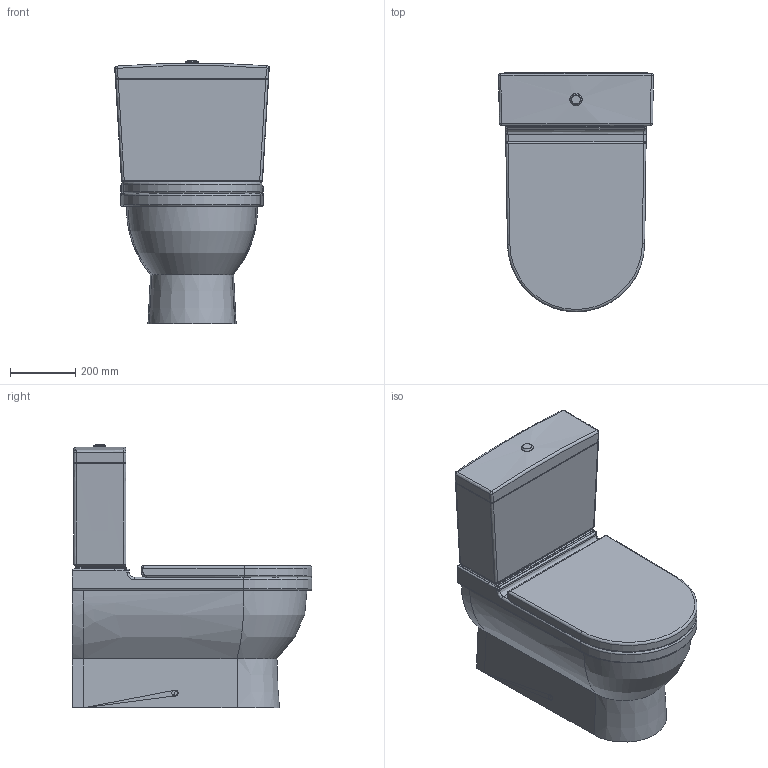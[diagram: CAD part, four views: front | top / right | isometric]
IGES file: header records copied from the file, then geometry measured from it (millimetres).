
Global section: file name: No Iges File Name specified; native system: AutoDesk Inventor R11.0; preprocessor: AutoDesk Inventor Iges Exporter R11.0; author: No Author specified; organization: No Organization specified; date: 20080726.195116; units: millimetre
Bounding box: 472.94 x 734.23 x 807.36 mm (x, y, z)
Volume: 82194483.2 mm3; surface area: 2862558.9 mm2
Topology: 4 solids, 4 shells, 277 faces, 638 edges, 385 vertices
Faces by surface type: bspline 76, plane 69, cylinder 53, revolution 44, torus 28, sphere 4, cone 3
